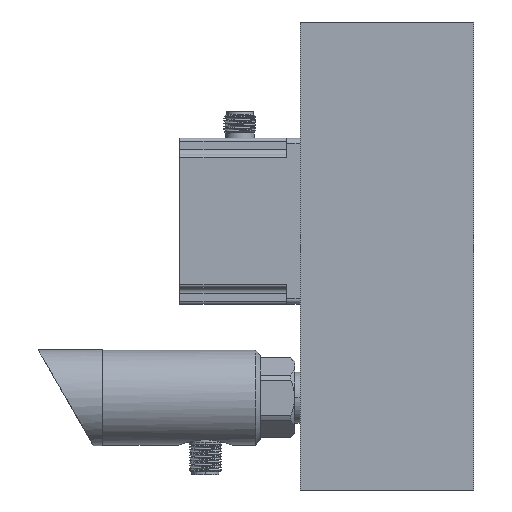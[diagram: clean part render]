
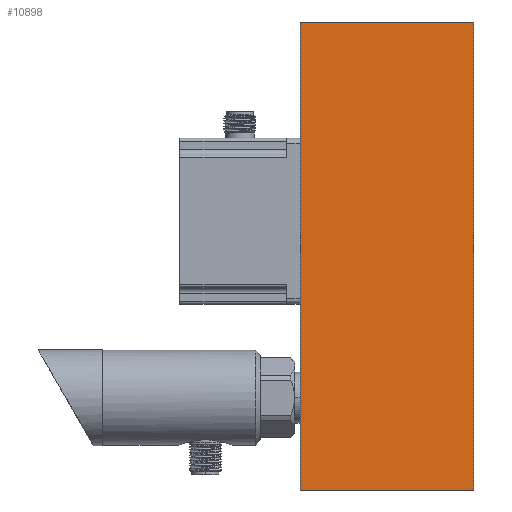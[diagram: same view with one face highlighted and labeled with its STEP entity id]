
A CAD part, left-side view. The second image highlights one B-rep face of the part: STEP entity #10898.
In plain terms, the highlighted planar face has unit normal (-1, 0, 0).
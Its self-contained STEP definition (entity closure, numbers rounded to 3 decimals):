
#3160=FACE_OUTER_BOUND('',#14176,.T.);
#6213=LINE('',#57160,#9291);
#6226=LINE('',#72806,#9304);
#6256=LINE('',#72974,#9334);
#6265=LINE('',#73014,#9343);
#9291=VECTOR('',#40166,1.);
#9304=VECTOR('',#40231,1.);
#9334=VECTOR('',#40373,1.);
#9343=VECTOR('',#40414,1.);
#10898=ADVANCED_FACE('',(#3160),#12041,.F.);
#12041=PLANE('',#32851);
#14176=EDGE_LOOP('',(#22464,#22465,#22466,#22467));
#22464=ORIENTED_EDGE('',*,*,#29789,.F.);
#22465=ORIENTED_EDGE('',*,*,#29769,.T.);
#22466=ORIENTED_EDGE('',*,*,#29585,.T.);
#22467=ORIENTED_EDGE('',*,*,#29700,.F.);
#25418=VERTEX_POINT('',#57161);
#25419=VERTEX_POINT('',#57162);
#25505=VERTEX_POINT('',#72805);
#25562=VERTEX_POINT('',#72975);
#29585=EDGE_CURVE('',#25418,#25419,#6213,.T.);
#29700=EDGE_CURVE('',#25505,#25419,#6226,.T.);
#29769=EDGE_CURVE('',#25562,#25418,#6256,.T.);
#29789=EDGE_CURVE('',#25562,#25505,#6265,.T.);
#32851=AXIS2_PLACEMENT_3D('',#73015,#40415,#40416);
#40166=DIRECTION('',(0.,0.,-1.));
#40231=DIRECTION('',(0.,1.,0.));
#40373=DIRECTION('',(0.,1.,0.));
#40414=DIRECTION('',(0.,0.,-1.));
#40415=DIRECTION('',(1.,0.,0.));
#40416=DIRECTION('',(0.,1.,0.));
#57160=CARTESIAN_POINT('',(-32.5,32.5,-174.5));
#57161=CARTESIAN_POINT('',(-32.5,32.5,47.));
#57162=CARTESIAN_POINT('',(-32.5,32.5,-128.));
#72805=CARTESIAN_POINT('',(-32.5,-32.5,-128.));
#72806=CARTESIAN_POINT('',(-32.5,0.,-128.));
#72974=CARTESIAN_POINT('',(-32.5,-22.5,47.));
#72975=CARTESIAN_POINT('',(-32.5,-32.5,47.));
#73014=CARTESIAN_POINT('',(-32.5,-32.5,-174.5));
#73015=CARTESIAN_POINT('',(-32.5,-22.5,-174.5));
